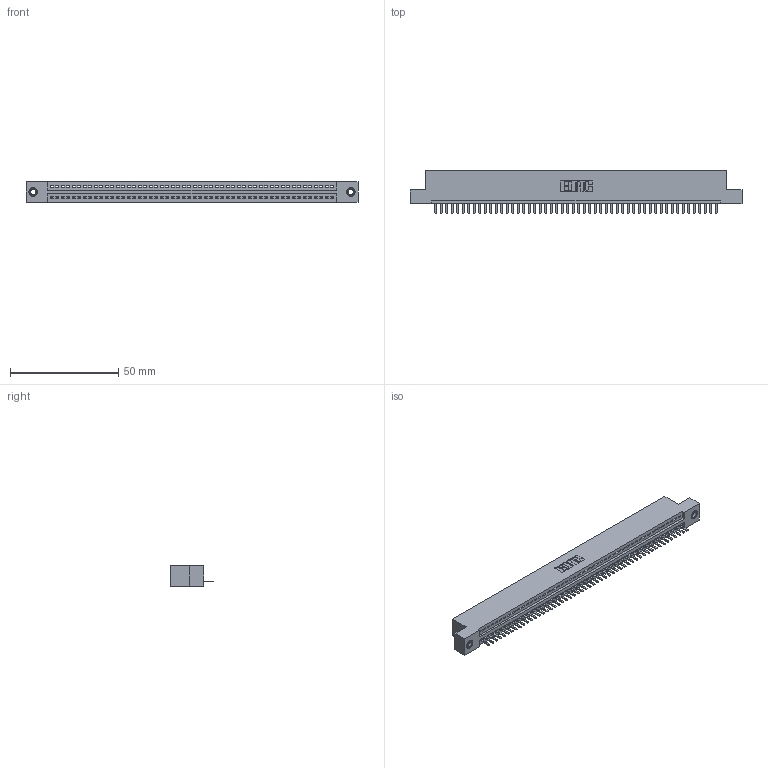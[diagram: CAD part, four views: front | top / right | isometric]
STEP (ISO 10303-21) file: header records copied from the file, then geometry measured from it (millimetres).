
FILE_DESCRIPTION (( 'STEP AP203' ), '1' );
FILE_NAME ('345-052-520-107.STEP', '2019-10-09T17:18:23', ( '' ), ( '' ), 'SwSTEP 2.0', 'SolidWorks 2016', '' );
FILE_SCHEMA (( 'CONFIG_CONTROL_DESIGN' ));
Length unit declared in the file: inch
Products named in the file (4): 345-052-520-107; 345 Part_Flush Mounting Lugs - 0.156 Dia-TI; 345-250-001_345-250-005-103; 345-292-001_345-293-120
Assembly tree (55 placements, depth 2):
  345-052-520-107
    345 Part_Flush Mounting Lugs - 0.156 Dia-TI
    345-292-001_345-293-120  x52
    345-250-001_345-250-005-103  x2
Bounding box: 153.29 x 19.68 x 9.4 mm (x, y, z)
Volume: 14478.4 mm3; surface area: 18919.6 mm2
Topology: 55 solids, 55 shells, 3410 faces, 10045 edges, 6550 vertices
Faces by surface type: plane 2296, cylinder 1098, cone 12, torus 4
Entity records: 39090 total; most frequent: CARTESIAN_POINT 6763, ORIENTED_EDGE 6730, DIRECTION 5907, EDGE_CURVE 3365, LINE 3001, VECTOR 3001, VERTEX_POINT 2236, AXIS2_PLACEMENT_3D 1453
